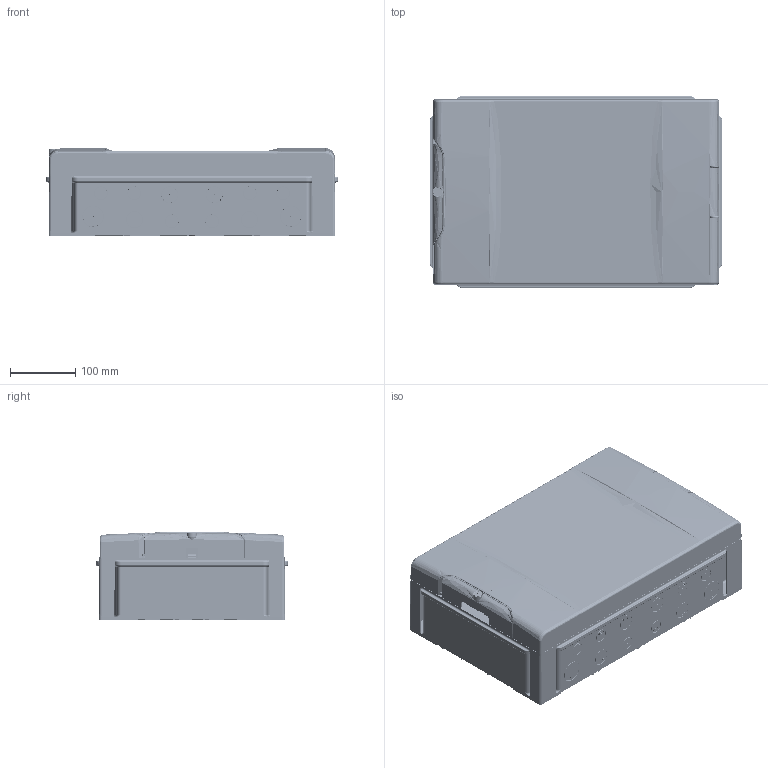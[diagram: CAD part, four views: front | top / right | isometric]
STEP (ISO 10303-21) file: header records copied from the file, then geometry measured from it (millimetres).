
FILE_DESCRIPTION (( 'STEP AP203' ), '1' );
FILE_NAME ('KR5-KP72-N-18-65 KREPTA 5 扻豵鵨 瀇 帎砅-18 IP65 IEK.STEP', '2023-06-29T11:49:34', ( '' ), ( '' ), 'SwSTEP 2.0', 'SolidWorks 2022', '' );
FILE_SCHEMA (( 'CONFIG_CONTROL_DESIGN' ));
Products named in the file (1): KR5-KP72-N-18-65 KREPTA 5 Корпус пл КМПн-18 IP65 IEK
Bounding box: 447.6 x 293.6 x 134.74 mm (x, y, z)
Volume: 925886.5 mm3; surface area: 1444618.5 mm2
Topology: 11 solids, 16 shells, 11076 faces, 29432 edges, 18599 vertices
Faces by surface type: plane 3908, cylinder 3467, bspline 1976, cone 764, torus 637, sphere 324
Entity records: 431979 total; most frequent: CARTESIAN_POINT 181537, ORIENTED_EDGE 58568, DIRECTION 43855, EDGE_CURVE 29284, VERTEX_POINT 18583, AXIS2_PLACEMENT_3D 14850, LINE 14155, VECTOR 14155
